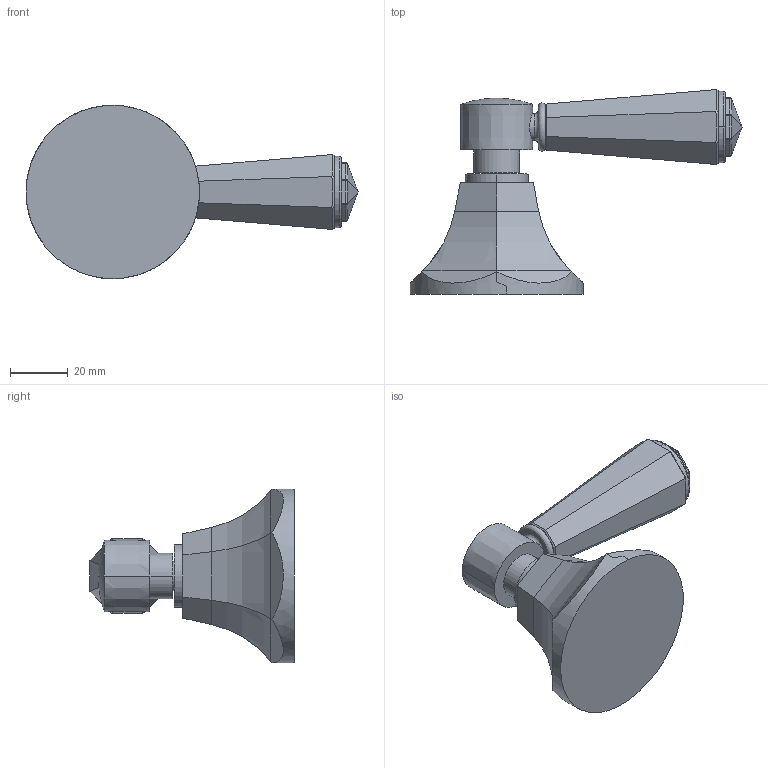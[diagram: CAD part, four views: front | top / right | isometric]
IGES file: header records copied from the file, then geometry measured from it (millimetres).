
Start section:  PTC IGES file: 3-447.igs
Global section: file name: 3-447.igs; native system: Creo Parametric by PTC Inc.; preprocessor: 2018400; author: jinson.thomas; organization: Unknown; date: 20210101.161829; units: inch
Bounding box: 115.45 x 71.2 x 60.33 mm (x, y, z)
Volume: 91279.8 mm3; surface area: 17456.3 mm2
Topology: 1 solids, 1 shells, 138 faces, 300 edges, 171 vertices
Faces by surface type: bspline 70, revolution 68
